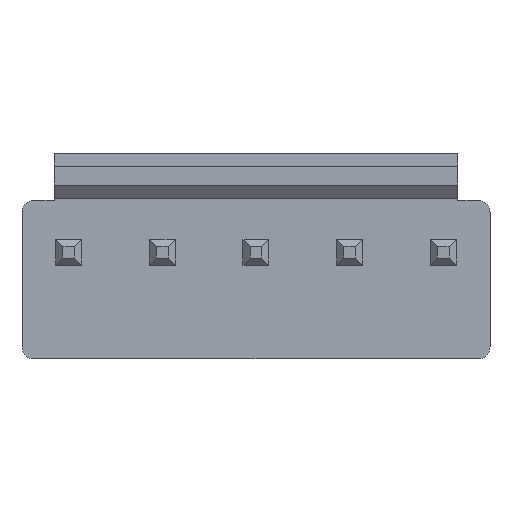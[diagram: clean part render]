
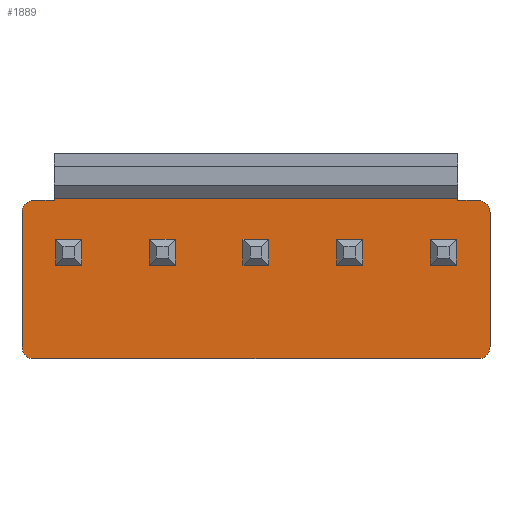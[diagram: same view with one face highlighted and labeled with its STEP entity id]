
A CAD part, left-side view. The second image highlights one B-rep face of the part: STEP entity #1889.
In plain terms, the highlighted planar face has unit normal (-1, 0, 0).
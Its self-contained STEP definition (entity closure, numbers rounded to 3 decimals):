
#19=FACE_BOUND('',#259,.T.);
#20=FACE_BOUND('',#260,.T.);
#21=FACE_BOUND('',#261,.T.);
#22=FACE_BOUND('',#262,.T.);
#23=FACE_BOUND('',#263,.T.);
#24=CIRCLE('',#2014,0.5);
#29=CIRCLE('',#2022,0.5);
#30=CIRCLE('',#2024,0.5);
#31=CIRCLE('',#2027,0.5);
#143=FACE_OUTER_BOUND('',#258,.T.);
#258=EDGE_LOOP('',(#1591,#1592,#1593,#1594,#1595,#1596,#1597,#1598,#1599,
#1600,#1601,#1602));
#259=EDGE_LOOP('',(#1603,#1604,#1605,#1606));
#260=EDGE_LOOP('',(#1607,#1608,#1609,#1610));
#261=EDGE_LOOP('',(#1611,#1612,#1613,#1614));
#262=EDGE_LOOP('',(#1615,#1616,#1617,#1618));
#263=EDGE_LOOP('',(#1619,#1620,#1621,#1622));
#290=LINE('',#2554,#536);
#293=LINE('',#2559,#539);
#295=LINE('',#2564,#541);
#296=LINE('',#2566,#542);
#330=LINE('',#2636,#576);
#333=LINE('',#2641,#579);
#335=LINE('',#2646,#581);
#336=LINE('',#2648,#582);
#370=LINE('',#2718,#616);
#373=LINE('',#2723,#619);
#375=LINE('',#2728,#621);
#376=LINE('',#2730,#622);
#410=LINE('',#2800,#656);
#413=LINE('',#2805,#659);
#415=LINE('',#2810,#661);
#416=LINE('',#2812,#662);
#450=LINE('',#2882,#696);
#453=LINE('',#2887,#699);
#475=LINE('',#2933,#721);
#476=LINE('',#2935,#722);
#487=LINE('',#2969,#733);
#492=LINE('',#2983,#738);
#494=LINE('',#2987,#740);
#495=LINE('',#2989,#741);
#496=LINE('',#2991,#742);
#497=LINE('',#2993,#743);
#498=LINE('',#2995,#744);
#499=LINE('',#2997,#745);
#536=VECTOR('',#2066,10.);
#539=VECTOR('',#2071,10.);
#541=VECTOR('',#2077,10.);
#542=VECTOR('',#2080,10.);
#576=VECTOR('',#2142,10.);
#579=VECTOR('',#2147,10.);
#581=VECTOR('',#2153,10.);
#582=VECTOR('',#2156,10.);
#616=VECTOR('',#2218,10.);
#619=VECTOR('',#2223,10.);
#621=VECTOR('',#2229,10.);
#622=VECTOR('',#2232,10.);
#656=VECTOR('',#2294,10.);
#659=VECTOR('',#2299,10.);
#661=VECTOR('',#2305,10.);
#662=VECTOR('',#2308,10.);
#696=VECTOR('',#2370,10.);
#699=VECTOR('',#2375,10.);
#721=VECTOR('',#2419,10.);
#722=VECTOR('',#2422,10.);
#733=VECTOR('',#2449,10.);
#738=VECTOR('',#2464,10.);
#740=VECTOR('',#2468,10.);
#741=VECTOR('',#2469,10.);
#742=VECTOR('',#2470,10.);
#743=VECTOR('',#2471,10.);
#744=VECTOR('',#2472,10.);
#745=VECTOR('',#2475,10.);
#777=VERTEX_POINT('',#2551);
#778=VERTEX_POINT('',#2553);
#779=VERTEX_POINT('',#2557);
#780=VERTEX_POINT('',#2562);
#801=VERTEX_POINT('',#2633);
#802=VERTEX_POINT('',#2635);
#803=VERTEX_POINT('',#2639);
#804=VERTEX_POINT('',#2644);
#825=VERTEX_POINT('',#2715);
#826=VERTEX_POINT('',#2717);
#827=VERTEX_POINT('',#2721);
#828=VERTEX_POINT('',#2726);
#849=VERTEX_POINT('',#2797);
#850=VERTEX_POINT('',#2799);
#851=VERTEX_POINT('',#2803);
#852=VERTEX_POINT('',#2808);
#873=VERTEX_POINT('',#2879);
#874=VERTEX_POINT('',#2881);
#875=VERTEX_POINT('',#2885);
#888=VERTEX_POINT('',#2931);
#889=VERTEX_POINT('',#2937);
#890=VERTEX_POINT('',#2938);
#903=VERTEX_POINT('',#2968);
#904=VERTEX_POINT('',#2972);
#905=VERTEX_POINT('',#2976);
#906=VERTEX_POINT('',#2977);
#907=VERTEX_POINT('',#2982);
#908=VERTEX_POINT('',#2986);
#909=VERTEX_POINT('',#2988);
#910=VERTEX_POINT('',#2990);
#911=VERTEX_POINT('',#2992);
#912=VERTEX_POINT('',#2994);
#938=EDGE_CURVE('',#778,#777,#290,.T.);
#941=EDGE_CURVE('',#777,#779,#293,.T.);
#943=EDGE_CURVE('',#779,#780,#295,.T.);
#944=EDGE_CURVE('',#780,#778,#296,.T.);
#978=EDGE_CURVE('',#802,#801,#330,.T.);
#981=EDGE_CURVE('',#801,#803,#333,.T.);
#983=EDGE_CURVE('',#803,#804,#335,.T.);
#984=EDGE_CURVE('',#804,#802,#336,.T.);
#1018=EDGE_CURVE('',#826,#825,#370,.T.);
#1021=EDGE_CURVE('',#825,#827,#373,.T.);
#1023=EDGE_CURVE('',#827,#828,#375,.T.);
#1024=EDGE_CURVE('',#828,#826,#376,.T.);
#1058=EDGE_CURVE('',#850,#849,#410,.T.);
#1061=EDGE_CURVE('',#849,#851,#413,.T.);
#1063=EDGE_CURVE('',#851,#852,#415,.T.);
#1064=EDGE_CURVE('',#852,#850,#416,.T.);
#1098=EDGE_CURVE('',#874,#873,#450,.T.);
#1101=EDGE_CURVE('',#873,#875,#453,.T.);
#1123=EDGE_CURVE('',#875,#888,#475,.T.);
#1124=EDGE_CURVE('',#888,#874,#476,.T.);
#1125=EDGE_CURVE('',#889,#890,#24,.T.);
#1140=EDGE_CURVE('',#890,#903,#487,.T.);
#1142=EDGE_CURVE('',#903,#904,#29,.T.);
#1144=EDGE_CURVE('',#905,#906,#30,.T.);
#1147=EDGE_CURVE('',#906,#907,#492,.T.);
#1149=EDGE_CURVE('',#889,#908,#494,.T.);
#1150=EDGE_CURVE('',#908,#909,#495,.T.);
#1151=EDGE_CURVE('',#909,#910,#496,.T.);
#1152=EDGE_CURVE('',#910,#911,#497,.T.);
#1153=EDGE_CURVE('',#911,#912,#498,.T.);
#1154=EDGE_CURVE('',#907,#912,#31,.T.);
#1155=EDGE_CURVE('',#904,#905,#499,.T.);
#1591=ORIENTED_EDGE('',*,*,#1125,.F.);
#1592=ORIENTED_EDGE('',*,*,#1149,.T.);
#1593=ORIENTED_EDGE('',*,*,#1150,.T.);
#1594=ORIENTED_EDGE('',*,*,#1151,.T.);
#1595=ORIENTED_EDGE('',*,*,#1152,.T.);
#1596=ORIENTED_EDGE('',*,*,#1153,.T.);
#1597=ORIENTED_EDGE('',*,*,#1154,.F.);
#1598=ORIENTED_EDGE('',*,*,#1147,.F.);
#1599=ORIENTED_EDGE('',*,*,#1144,.F.);
#1600=ORIENTED_EDGE('',*,*,#1155,.F.);
#1601=ORIENTED_EDGE('',*,*,#1142,.F.);
#1602=ORIENTED_EDGE('',*,*,#1140,.F.);
#1603=ORIENTED_EDGE('',*,*,#938,.T.);
#1604=ORIENTED_EDGE('',*,*,#941,.T.);
#1605=ORIENTED_EDGE('',*,*,#943,.T.);
#1606=ORIENTED_EDGE('',*,*,#944,.T.);
#1607=ORIENTED_EDGE('',*,*,#978,.T.);
#1608=ORIENTED_EDGE('',*,*,#981,.T.);
#1609=ORIENTED_EDGE('',*,*,#983,.T.);
#1610=ORIENTED_EDGE('',*,*,#984,.T.);
#1611=ORIENTED_EDGE('',*,*,#1018,.T.);
#1612=ORIENTED_EDGE('',*,*,#1021,.T.);
#1613=ORIENTED_EDGE('',*,*,#1023,.T.);
#1614=ORIENTED_EDGE('',*,*,#1024,.T.);
#1615=ORIENTED_EDGE('',*,*,#1058,.T.);
#1616=ORIENTED_EDGE('',*,*,#1061,.T.);
#1617=ORIENTED_EDGE('',*,*,#1063,.T.);
#1618=ORIENTED_EDGE('',*,*,#1064,.T.);
#1619=ORIENTED_EDGE('',*,*,#1101,.T.);
#1620=ORIENTED_EDGE('',*,*,#1123,.T.);
#1621=ORIENTED_EDGE('',*,*,#1124,.T.);
#1622=ORIENTED_EDGE('',*,*,#1098,.T.);
#1780=PLANE('',#2026);
#1889=ADVANCED_FACE('',(#143,#19,#20,#21,#22,#23),#1780,.T.);
#2014=AXIS2_PLACEMENT_3D('',#2939,#2425,#2426);
#2022=AXIS2_PLACEMENT_3D('',#2973,#2453,#2454);
#2024=AXIS2_PLACEMENT_3D('',#2978,#2458,#2459);
#2026=AXIS2_PLACEMENT_3D('',#2985,#2466,#2467);
#2027=AXIS2_PLACEMENT_3D('',#2996,#2473,#2474);
#2066=DIRECTION('',(0.,0.,1.));
#2071=DIRECTION('',(0.,-1.,0.));
#2077=DIRECTION('',(0.,0.,-1.));
#2080=DIRECTION('',(0.,1.,0.));
#2142=DIRECTION('',(0.,0.,1.));
#2147=DIRECTION('',(0.,-1.,0.));
#2153=DIRECTION('',(0.,0.,-1.));
#2156=DIRECTION('',(0.,1.,0.));
#2218=DIRECTION('',(0.,0.,1.));
#2223=DIRECTION('',(0.,-1.,0.));
#2229=DIRECTION('',(0.,0.,-1.));
#2232=DIRECTION('',(0.,1.,0.));
#2294=DIRECTION('',(0.,0.,1.));
#2299=DIRECTION('',(0.,-1.,0.));
#2305=DIRECTION('',(0.,0.,-1.));
#2308=DIRECTION('',(0.,1.,0.));
#2370=DIRECTION('',(0.,0.,1.));
#2375=DIRECTION('',(0.,-1.,0.));
#2419=DIRECTION('',(0.,0.,-1.));
#2422=DIRECTION('',(0.,1.,0.));
#2425=DIRECTION('center_axis',(1.,0.,0.));
#2426=DIRECTION('ref_axis',(0.,-0.707,0.707));
#2449=DIRECTION('',(0.,0.,-1.));
#2453=DIRECTION('center_axis',(1.,0.,0.));
#2454=DIRECTION('ref_axis',(0.,-0.707,-0.707));
#2458=DIRECTION('center_axis',(1.,0.,0.));
#2459=DIRECTION('ref_axis',(0.,0.707,-0.707));
#2464=DIRECTION('',(0.,0.,1.));
#2466=DIRECTION('center_axis',(-1.,0.,0.));
#2467=DIRECTION('ref_axis',(0.,0.,1.));
#2468=DIRECTION('',(0.,1.,0.));
#2469=DIRECTION('',(0.,0.,1.));
#2470=DIRECTION('',(0.,1.,0.));
#2471=DIRECTION('',(0.,0.,-1.));
#2472=DIRECTION('',(0.,1.,0.));
#2473=DIRECTION('center_axis',(1.,0.,0.));
#2474=DIRECTION('ref_axis',(0.,0.707,0.707));
#2475=DIRECTION('',(0.,1.,0.));
#2551=CARTESIAN_POINT('',(-3.2,8.47,5.06));
#2553=CARTESIAN_POINT('',(-3.2,8.47,3.96));
#2554=CARTESIAN_POINT('',(-3.2,8.47,2.53));
#2557=CARTESIAN_POINT('',(-3.2,7.37,5.06));
#2559=CARTESIAN_POINT('',(-3.2,3.685,5.06));
#2562=CARTESIAN_POINT('',(-3.2,7.37,3.96));
#2564=CARTESIAN_POINT('',(-3.2,7.37,1.98));
#2566=CARTESIAN_POINT('',(-3.2,4.235,3.96));
#2633=CARTESIAN_POINT('',(-3.2,4.51,5.06));
#2635=CARTESIAN_POINT('',(-3.2,4.51,3.96));
#2636=CARTESIAN_POINT('',(-3.2,4.51,2.53));
#2639=CARTESIAN_POINT('',(-3.2,3.41,5.06));
#2641=CARTESIAN_POINT('',(-3.2,1.705,5.06));
#2644=CARTESIAN_POINT('',(-3.2,3.41,3.96));
#2646=CARTESIAN_POINT('',(-3.2,3.41,1.98));
#2648=CARTESIAN_POINT('',(-3.2,2.255,3.96));
#2715=CARTESIAN_POINT('',(-3.2,0.55,5.06));
#2717=CARTESIAN_POINT('',(-3.2,0.55,3.96));
#2718=CARTESIAN_POINT('',(-3.2,0.55,2.53));
#2721=CARTESIAN_POINT('',(-3.2,-0.55,5.06));
#2723=CARTESIAN_POINT('',(-3.2,-0.275,5.06));
#2726=CARTESIAN_POINT('',(-3.2,-0.55,3.96));
#2728=CARTESIAN_POINT('',(-3.2,-0.55,1.98));
#2730=CARTESIAN_POINT('',(-3.2,0.275,3.96));
#2797=CARTESIAN_POINT('',(-3.2,-3.41,5.06));
#2799=CARTESIAN_POINT('',(-3.2,-3.41,3.96));
#2800=CARTESIAN_POINT('',(-3.2,-3.41,2.53));
#2803=CARTESIAN_POINT('',(-3.2,-4.51,5.06));
#2805=CARTESIAN_POINT('',(-3.2,-2.255,5.06));
#2808=CARTESIAN_POINT('',(-3.2,-4.51,3.96));
#2810=CARTESIAN_POINT('',(-3.2,-4.51,1.98));
#2812=CARTESIAN_POINT('',(-3.2,-1.705,3.96));
#2879=CARTESIAN_POINT('',(-3.2,-7.37,5.06));
#2881=CARTESIAN_POINT('',(-3.2,-7.37,3.96));
#2882=CARTESIAN_POINT('',(-3.2,-7.37,2.53));
#2885=CARTESIAN_POINT('',(-3.2,-8.47,5.06));
#2887=CARTESIAN_POINT('',(-3.2,-4.235,5.06));
#2931=CARTESIAN_POINT('',(-3.2,-8.47,3.96));
#2933=CARTESIAN_POINT('',(-3.2,-8.47,1.98));
#2935=CARTESIAN_POINT('',(-3.2,-3.685,3.96));
#2937=CARTESIAN_POINT('',(-3.2,-9.4,6.7));
#2938=CARTESIAN_POINT('',(-3.2,-9.9,6.2));
#2939=CARTESIAN_POINT('Origin',(-3.2,-9.4,6.2));
#2968=CARTESIAN_POINT('',(-3.2,-9.9,0.5));
#2969=CARTESIAN_POINT('',(-3.2,-9.9,0.));
#2972=CARTESIAN_POINT('',(-3.2,-9.4,0.));
#2973=CARTESIAN_POINT('Origin',(-3.2,-9.4,0.5));
#2976=CARTESIAN_POINT('',(-3.2,9.4,0.));
#2977=CARTESIAN_POINT('',(-3.2,9.9,0.5));
#2978=CARTESIAN_POINT('Origin',(-3.2,9.4,0.5));
#2982=CARTESIAN_POINT('',(-3.2,9.9,6.2));
#2983=CARTESIAN_POINT('',(-3.2,9.9,0.));
#2985=CARTESIAN_POINT('Origin',(-3.2,0.,0.));
#2986=CARTESIAN_POINT('',(-3.2,-8.54,6.7));
#2987=CARTESIAN_POINT('',(-3.2,-4.61,6.7));
#2988=CARTESIAN_POINT('',(-3.2,-8.54,6.8));
#2989=CARTESIAN_POINT('',(-3.2,-8.54,4.35));
#2990=CARTESIAN_POINT('',(-3.2,8.54,6.8));
#2991=CARTESIAN_POINT('',(-3.2,0.,6.8));
#2992=CARTESIAN_POINT('',(-3.2,8.54,6.7));
#2993=CARTESIAN_POINT('',(-3.2,8.54,4.35));
#2994=CARTESIAN_POINT('',(-3.2,9.4,6.7));
#2995=CARTESIAN_POINT('',(-3.2,4.61,6.7));
#2996=CARTESIAN_POINT('Origin',(-3.2,9.4,6.2));
#2997=CARTESIAN_POINT('',(-3.2,0.,0.));
